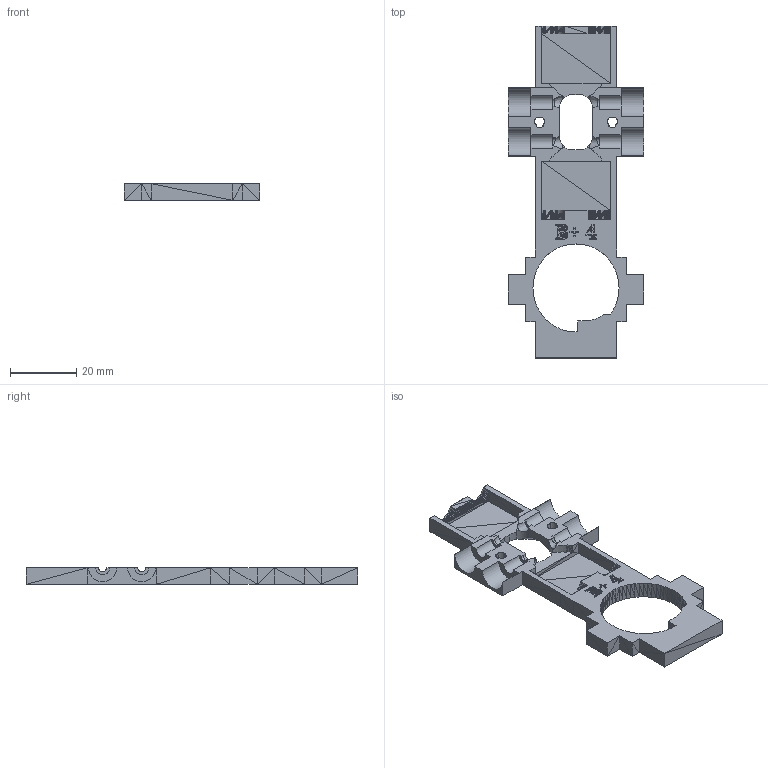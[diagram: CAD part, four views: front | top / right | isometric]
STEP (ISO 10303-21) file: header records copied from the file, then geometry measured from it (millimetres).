
FILE_DESCRIPTION(/* description */ (''),/* implementation_level */ '2;1');
FILE_NAME(/* name */ '3DChameleon 4.0 (B Part)',/* time_stamp */ '2025-03-14T09:42:16+01:00',/* author */ (''),/* organization */ (''),/* preprocessor_version */ 'ST-DEVELOPER v19.2',/* originating_system */ 'Rhino 8.13',/* authorisation */ '');
FILE_SCHEMA (('AP242_MANAGED_MODEL_BASED_3D_ENGINEERING_MIM_LF { 1 0 10303 442 3 1 4 }'));
Length unit declared in the file: millimetre
Products named in the file (1): Document
Bounding box: 41 x 100.3 x 5 mm (x, y, z)
Volume: 7633.2 mm3; surface area: 7780.9 mm2
Topology: 1 solids, 1 shells, 1889 faces, 3191 edges, 1302 vertices
Faces by surface type: plane 1837, cylinder 42, bspline 10
Entity records: 35809 total; most frequent: CARTESIAN_POINT 10127, ORIENTED_EDGE 6382, EDGE_CURVE 3191, B_SPLINE_CURVE_WITH_KNOTS 3054, DIRECTION 2042, AXIS2_PLACEMENT_3D 1959, EDGE_LOOP 1903, ADVANCED_FACE 1889
